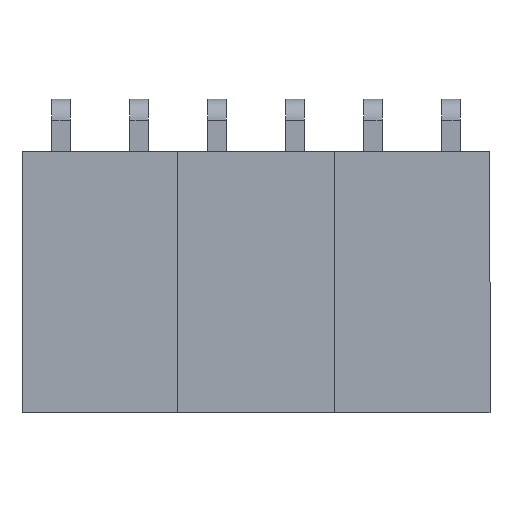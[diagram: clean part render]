
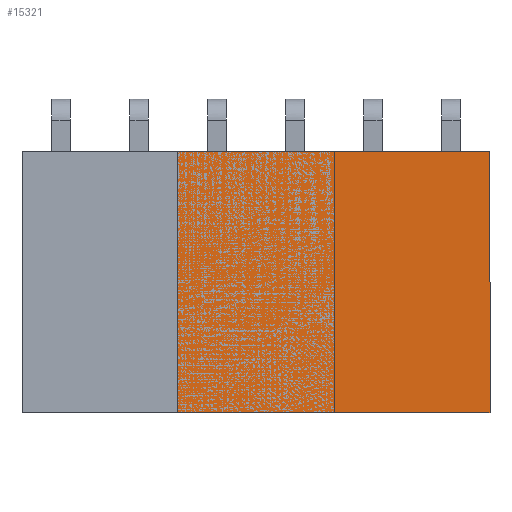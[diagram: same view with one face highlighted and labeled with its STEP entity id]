
A CAD part, top view. The second image highlights one B-rep face of the part: STEP entity #15321.
In plain terms, the highlighted planar face has unit normal (0, 0, 1).
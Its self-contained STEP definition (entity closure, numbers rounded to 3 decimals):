
#105 = DIRECTION ( 'NONE',  ( -1., 0., 0. ) ) ;
#121 = DIRECTION ( 'NONE',  ( 1., 0., 0. ) ) ;
#1135 = DIRECTION ( 'NONE',  ( -1., 0., 0. ) ) ;
#1561 = VECTOR ( 'NONE', #1135, 1000. ) ;
#1662 = CARTESIAN_POINT ( 'NONE',  ( -1.27, -1.5, 2.54 ) ) ;
#2184 = LINE ( 'NONE', #2506, #14209 ) ;
#2506 = CARTESIAN_POINT ( 'NONE',  ( 8.89, -1.5, 2.54 ) ) ;
#3571 = CARTESIAN_POINT ( 'NONE',  ( 0., -10., 2.54 ) ) ;
#3915 = ORIENTED_EDGE ( 'NONE', *, *, #11616, .F. ) ;
#3975 = VECTOR ( 'NONE', #105, 1000. ) ;
#4535 = AXIS2_PLACEMENT_3D ( 'NONE', #12117, #7331, #121 ) ;
#5582 = EDGE_CURVE ( 'NONE', #6524, #5987, #10008, .T. ) ;
#5987 = VERTEX_POINT ( 'NONE', #13216 ) ;
#6410 = VECTOR ( 'NONE', #10084, 1000. ) ;
#6524 = VERTEX_POINT ( 'NONE', #10334 ) ;
#7160 = LINE ( 'NONE', #12098, #3975 ) ;
#7331 = DIRECTION ( 'NONE',  ( 0., 0., 1. ) ) ;
#7589 = LINE ( 'NONE', #3571, #1561 ) ;
#7685 = CARTESIAN_POINT ( 'NONE',  ( 8.89, -10., 2.54 ) ) ;
#8111 = EDGE_CURVE ( 'NONE', #11811, #6524, #7589, .T. ) ;
#8883 = CARTESIAN_POINT ( 'NONE',  ( 8.89, -1.5, 2.54 ) ) ;
#9231 = ORIENTED_EDGE ( 'NONE', *, *, #10239, .T. ) ;
#10008 = LINE ( 'NONE', #1662, #6410 ) ;
#10084 = DIRECTION ( 'NONE',  ( 0., 1., 0. ) ) ;
#10239 = EDGE_CURVE ( 'NONE', #13154, #5987, #7160, .T. ) ;
#10334 = CARTESIAN_POINT ( 'NONE',  ( -1.27, -10., 2.54 ) ) ;
#10760 = FACE_OUTER_BOUND ( 'NONE', #13338, .T. ) ;
#11616 = EDGE_CURVE ( 'NONE', #13154, #11811, #2184, .T. ) ;
#11811 = VERTEX_POINT ( 'NONE', #7685 ) ;
#12098 = CARTESIAN_POINT ( 'NONE',  ( 1.27, -1.5, 2.54 ) ) ;
#12107 = DIRECTION ( 'NONE',  ( 0., -1., 0. ) ) ;
#12117 = CARTESIAN_POINT ( 'NONE',  ( 1.27, -1.5, 2.54 ) ) ;
#13154 = VERTEX_POINT ( 'NONE', #8883 ) ;
#13182 = ORIENTED_EDGE ( 'NONE', *, *, #5582, .F. ) ;
#13216 = CARTESIAN_POINT ( 'NONE',  ( -1.27, -1.5, 2.54 ) ) ;
#13273 = ORIENTED_EDGE ( 'NONE', *, *, #8111, .F. ) ;
#13338 = EDGE_LOOP ( 'NONE', ( #3915, #9231, #13182, #13273 ) ) ;
#14209 = VECTOR ( 'NONE', #12107, 1000. ) ;
#14535 = PLANE ( 'NONE',  #4535 ) ;
#15321 = ADVANCED_FACE ( 'NONE', ( #10760 ), #14535, .T. ) ;
